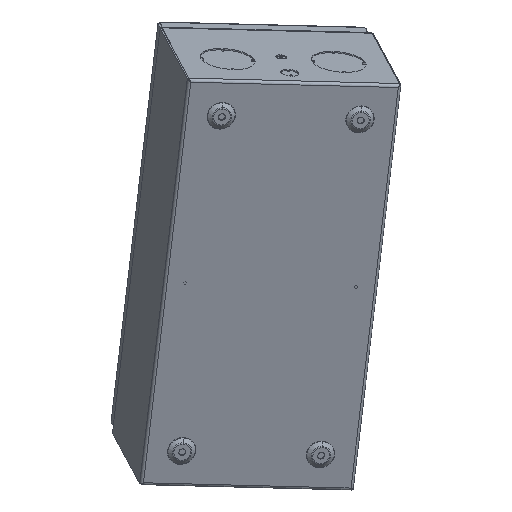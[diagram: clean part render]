
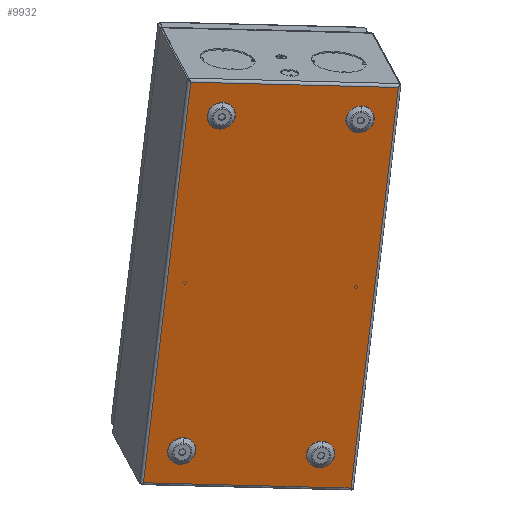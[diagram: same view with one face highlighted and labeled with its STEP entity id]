
A CAD part, front view. The second image highlights one B-rep face of the part: STEP entity #9932.
In plain terms, the highlighted face is planar.
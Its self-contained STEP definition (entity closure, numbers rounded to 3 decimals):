
#1434=CARTESIAN_POINT('',(65.,0.,165.));
#1435=DIRECTION('',(0.,-1.,0.));
#1436=DIRECTION('',(0.,0.,1.));
#1437=AXIS2_PLACEMENT_3D('',#1434,#1435,#1436);
#1442=CARTESIAN_POINT('',(65.,0.,165.));
#1443=DIRECTION('',(0.,-1.,0.));
#1444=DIRECTION('',(-0.011,0.,-1.));
#1445=AXIS2_PLACEMENT_3D('',#1442,#1443,#1444);
#1450=CARTESIAN_POINT('',(65.,0.,165.));
#1451=DIRECTION('',(0.,-1.,0.));
#1452=DIRECTION('',(0.,0.,-1.));
#1453=AXIS2_PLACEMENT_3D('',#1450,#1451,#1452);
#1458=CARTESIAN_POINT('',(65.,0.,165.));
#1459=DIRECTION('',(0.,-1.,0.));
#1460=DIRECTION('',(0.011,0.,1.));
#1461=AXIS2_PLACEMENT_3D('',#1458,#1459,#1460);
#1466=CARTESIAN_POINT('',(65.,0.,-165.));
#1467=DIRECTION('',(0.,-1.,0.));
#1468=DIRECTION('',(0.,0.,1.));
#1469=AXIS2_PLACEMENT_3D('',#1466,#1467,#1468);
#1474=CARTESIAN_POINT('',(65.,0.,-165.));
#1475=DIRECTION('',(0.,-1.,0.));
#1476=DIRECTION('',(-0.011,0.,-1.));
#1477=AXIS2_PLACEMENT_3D('',#1474,#1475,#1476);
#1482=CARTESIAN_POINT('',(65.,0.,-165.));
#1483=DIRECTION('',(0.,-1.,0.));
#1484=DIRECTION('',(0.,0.,-1.));
#1485=AXIS2_PLACEMENT_3D('',#1482,#1483,#1484);
#1490=CARTESIAN_POINT('',(65.,0.,-165.));
#1491=DIRECTION('',(0.,-1.,0.));
#1492=DIRECTION('',(0.011,0.,1.));
#1493=AXIS2_PLACEMENT_3D('',#1490,#1491,#1492);
#1498=CARTESIAN_POINT('',(-65.,0.,165.));
#1499=DIRECTION('',(0.,-1.,0.));
#1500=DIRECTION('',(0.,0.,1.));
#1501=AXIS2_PLACEMENT_3D('',#1498,#1499,#1500);
#1506=CARTESIAN_POINT('',(-65.,0.,165.));
#1507=DIRECTION('',(0.,-1.,0.));
#1508=DIRECTION('',(-0.011,0.,-1.));
#1509=AXIS2_PLACEMENT_3D('',#1506,#1507,#1508);
#1514=CARTESIAN_POINT('',(-65.,0.,165.));
#1515=DIRECTION('',(0.,-1.,0.));
#1516=DIRECTION('',(0.,0.,-1.));
#1517=AXIS2_PLACEMENT_3D('',#1514,#1515,#1516);
#1522=CARTESIAN_POINT('',(-65.,0.,165.));
#1523=DIRECTION('',(0.,-1.,0.));
#1524=DIRECTION('',(0.011,0.,1.));
#1525=AXIS2_PLACEMENT_3D('',#1522,#1523,#1524);
#1530=CARTESIAN_POINT('',(-65.,0.,-165.));
#1531=DIRECTION('',(0.,-1.,0.));
#1532=DIRECTION('',(0.,0.,1.));
#1533=AXIS2_PLACEMENT_3D('',#1530,#1531,#1532);
#1538=CARTESIAN_POINT('',(-65.,0.,-165.));
#1539=DIRECTION('',(0.,-1.,0.));
#1540=DIRECTION('',(-0.011,0.,-1.));
#1541=AXIS2_PLACEMENT_3D('',#1538,#1539,#1540);
#1546=CARTESIAN_POINT('',(-65.,0.,-165.));
#1547=DIRECTION('',(0.,-1.,0.));
#1548=DIRECTION('',(0.,0.,-1.));
#1549=AXIS2_PLACEMENT_3D('',#1546,#1547,#1548);
#1554=CARTESIAN_POINT('',(-65.,0.,-165.));
#1555=DIRECTION('',(0.,-1.,0.));
#1556=DIRECTION('',(0.011,0.,1.));
#1557=AXIS2_PLACEMENT_3D('',#1554,#1555,#1556);
#1591=CARTESIAN_POINT('',(97.2,0.,197.2));
#1596=DIRECTION('',(-1.,0.,0.));
#1597=VECTOR('',#1596,194.4);
#1598=CARTESIAN_POINT('',(97.2,0.,197.2));
#1599=LINE('',#1598,#1597);
#1632=CARTESIAN_POINT('',(-97.2,0.,197.2));
#1848=DIRECTION('',(0.,0.,-1.));
#1849=VECTOR('',#1848,394.4);
#1850=CARTESIAN_POINT('',(-97.2,0.,197.2));
#1851=LINE('',#1850,#1849);
#4143=CARTESIAN_POINT('',(-97.2,0.,-197.2));
#4148=DIRECTION('',(1.,0.,0.));
#4149=VECTOR('',#4148,194.4);
#4150=CARTESIAN_POINT('',(-97.2,0.,-197.2));
#4151=LINE('',#4150,#4149);
#4595=CARTESIAN_POINT('',(97.2,0.,-197.2));
#4600=DIRECTION('',(0.,0.,1.));
#4601=VECTOR('',#4600,394.4);
#4602=CARTESIAN_POINT('',(97.2,0.,-197.2));
#4603=LINE('',#4602,#4601);
#8568=VERTEX_POINT('',#1632);
#8573=VERTEX_POINT('',#1591);
#8852=VERTEX_POINT('',#4595);
#8990=VERTEX_POINT('',#4143);
#9317=CARTESIAN_POINT('',(64.862,0.,
151.851));
#9318=CARTESIAN_POINT('',(65.,0.,151.85));
#9319=VERTEX_POINT('',#9317);
#9320=VERTEX_POINT('',#9318);
#9321=CARTESIAN_POINT('',(65.,0.,178.15));
#9322=VERTEX_POINT('',#9321);
#9323=CARTESIAN_POINT('',(65.138,0.,
178.149));
#9324=VERTEX_POINT('',#9323);
#9325=CARTESIAN_POINT('',(64.862,0.,
-178.149));
#9326=CARTESIAN_POINT('',(65.,0.,-178.15));
#9327=VERTEX_POINT('',#9325);
#9328=VERTEX_POINT('',#9326);
#9329=CARTESIAN_POINT('',(65.,0.,-151.85));
#9330=VERTEX_POINT('',#9329);
#9331=CARTESIAN_POINT('',(65.138,0.,
-151.851));
#9332=VERTEX_POINT('',#9331);
#9333=CARTESIAN_POINT('',(-65.138,0.,151.851));
#9334=CARTESIAN_POINT('',(-65.,0.,151.85));
#9335=VERTEX_POINT('',#9333);
#9336=VERTEX_POINT('',#9334);
#9337=CARTESIAN_POINT('',(-65.,0.,178.15));
#9338=VERTEX_POINT('',#9337);
#9339=CARTESIAN_POINT('',(-64.862,0.,178.149));
#9340=VERTEX_POINT('',#9339);
#9341=CARTESIAN_POINT('',(-65.138,0.,-178.149));
#9342=CARTESIAN_POINT('',(-65.,0.,-178.15));
#9343=VERTEX_POINT('',#9341);
#9344=VERTEX_POINT('',#9342);
#9345=CARTESIAN_POINT('',(-65.,0.,-151.85));
#9346=VERTEX_POINT('',#9345);
#9347=CARTESIAN_POINT('',(-64.862,0.,-151.851));
#9348=VERTEX_POINT('',#9347);
#9879=CARTESIAN_POINT('',(-97.2,0.,198.5));
#9880=DIRECTION('',(0.,-1.,0.));
#9881=DIRECTION('',(1.,0.,0.));
#9882=AXIS2_PLACEMENT_3D('',#9879,#9880,#9881);
#9883=PLANE('',#9882);
#9885=ORIENTED_EDGE('',*,*,#9884,.F.);
#9887=ORIENTED_EDGE('',*,*,#9886,.F.);
#9889=ORIENTED_EDGE('',*,*,#9888,.F.);
#9891=ORIENTED_EDGE('',*,*,#9890,.F.);
#9892=EDGE_LOOP('',(#9885,#9887,#9889,#9891));
#9893=FACE_OUTER_BOUND('',#9892,.F.);
#9895=ORIENTED_EDGE('',*,*,#9894,.T.);
#9897=ORIENTED_EDGE('',*,*,#9896,.T.);
#9898=ORIENTED_EDGE('',*,*,#9868,.T.);
#9899=ORIENTED_EDGE('',*,*,#9866,.T.);
#9900=EDGE_LOOP('',(#9895,#9897,#9898,#9899));
#9901=FACE_BOUND('',#9900,.F.);
#9903=ORIENTED_EDGE('',*,*,#9902,.T.);
#9905=ORIENTED_EDGE('',*,*,#9904,.T.);
#9907=ORIENTED_EDGE('',*,*,#9906,.T.);
#9909=ORIENTED_EDGE('',*,*,#9908,.T.);
#9910=EDGE_LOOP('',(#9903,#9905,#9907,#9909));
#9911=FACE_BOUND('',#9910,.F.);
#9913=ORIENTED_EDGE('',*,*,#9912,.T.);
#9915=ORIENTED_EDGE('',*,*,#9914,.T.);
#9917=ORIENTED_EDGE('',*,*,#9916,.T.);
#9919=ORIENTED_EDGE('',*,*,#9918,.T.);
#9920=EDGE_LOOP('',(#9913,#9915,#9917,#9919));
#9921=FACE_BOUND('',#9920,.F.);
#9923=ORIENTED_EDGE('',*,*,#9922,.T.);
#9925=ORIENTED_EDGE('',*,*,#9924,.T.);
#9927=ORIENTED_EDGE('',*,*,#9926,.T.);
#9929=ORIENTED_EDGE('',*,*,#9928,.T.);
#9930=EDGE_LOOP('',(#9923,#9925,#9927,#9929));
#9931=FACE_BOUND('',#9930,.F.);
#1438=CIRCLE('',#1437,13.15);
#1446=CIRCLE('',#1445,13.15);
#1454=CIRCLE('',#1453,13.15);
#1462=CIRCLE('',#1461,13.15);
#1470=CIRCLE('',#1469,13.15);
#1478=CIRCLE('',#1477,13.15);
#1486=CIRCLE('',#1485,13.15);
#1494=CIRCLE('',#1493,13.15);
#1502=CIRCLE('',#1501,13.15);
#1510=CIRCLE('',#1509,13.15);
#1518=CIRCLE('',#1517,13.15);
#1526=CIRCLE('',#1525,13.15);
#1534=CIRCLE('',#1533,13.15);
#1542=CIRCLE('',#1541,13.15);
#1550=CIRCLE('',#1549,13.15);
#1558=CIRCLE('',#1557,13.15);
#9866=EDGE_CURVE('',#9324,#9322,#1462,.T.);
#9868=EDGE_CURVE('',#9320,#9324,#1454,.T.);
#9884=EDGE_CURVE('',#8573,#8568,#1599,.T.);
#9886=EDGE_CURVE('',#8852,#8573,#4603,.T.);
#9888=EDGE_CURVE('',#8990,#8852,#4151,.T.);
#9890=EDGE_CURVE('',#8568,#8990,#1851,.T.);
#9894=EDGE_CURVE('',#9322,#9319,#1438,.T.);
#9896=EDGE_CURVE('',#9319,#9320,#1446,.T.);
#9902=EDGE_CURVE('',#9330,#9327,#1470,.T.);
#9904=EDGE_CURVE('',#9327,#9328,#1478,.T.);
#9906=EDGE_CURVE('',#9328,#9332,#1486,.T.);
#9908=EDGE_CURVE('',#9332,#9330,#1494,.T.);
#9912=EDGE_CURVE('',#9338,#9335,#1502,.T.);
#9914=EDGE_CURVE('',#9335,#9336,#1510,.T.);
#9916=EDGE_CURVE('',#9336,#9340,#1518,.T.);
#9918=EDGE_CURVE('',#9340,#9338,#1526,.T.);
#9922=EDGE_CURVE('',#9346,#9343,#1534,.T.);
#9924=EDGE_CURVE('',#9343,#9344,#1542,.T.);
#9926=EDGE_CURVE('',#9344,#9348,#1550,.T.);
#9928=EDGE_CURVE('',#9348,#9346,#1558,.T.);
#9932=ADVANCED_FACE('',(#9893,#9901,#9911,#9921,#9931),#9883,.T.);
